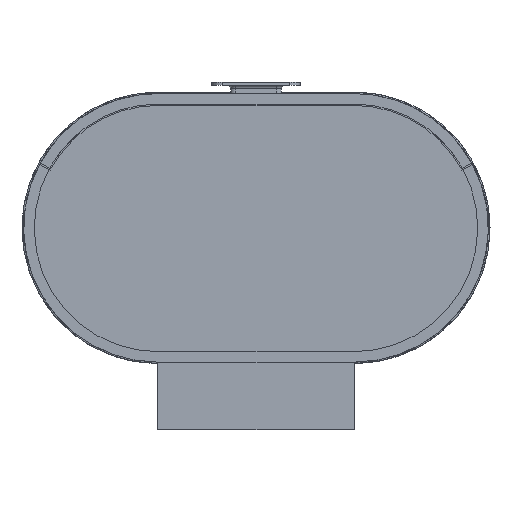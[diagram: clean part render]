
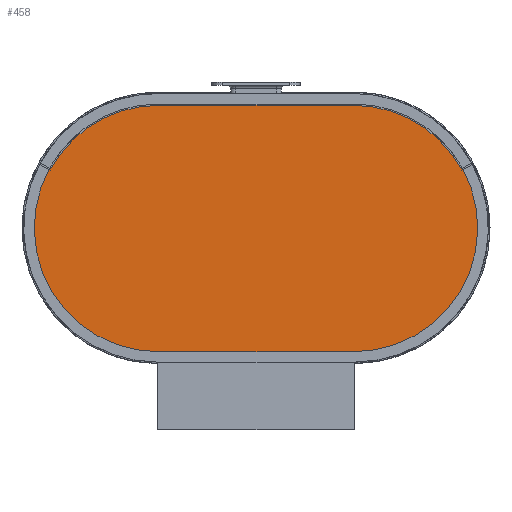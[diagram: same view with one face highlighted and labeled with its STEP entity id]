
A CAD part, front view. The second image highlights one B-rep face of the part: STEP entity #458.
In plain terms, the highlighted planar face has unit normal (0, -1, 0).
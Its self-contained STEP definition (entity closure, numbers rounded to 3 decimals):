
#260 = CARTESIAN_POINT ( 'NONE',  ( 0., 0., 180.5 ) ) ;
#273 = AXIS2_PLACEMENT_3D ( 'NONE', #708, #2074, #4095 ) ;
#305 = DIRECTION ( 'NONE',  ( 0., 1., 0. ) ) ;
#436 = CARTESIAN_POINT ( 'NONE',  ( 0., 0., -182.5 ) ) ;
#458 = ADVANCED_FACE ( 'NONE', ( #5231 ), #5787, .F. ) ;
#471 = CARTESIAN_POINT ( 'NONE',  ( 451.602, 0., 87.182 ) ) ;
#656 = CIRCLE ( 'NONE', #6182, 182.5 ) ;
#708 = CARTESIAN_POINT ( 'NONE',  ( 0., 0., 0. ) ) ;
#761 = EDGE_CURVE ( 'NONE', #5487, #3484, #1567, .T. ) ;
#1098 = DIRECTION ( 'NONE',  ( 0.881, 0., 0.473 ) ) ;
#1182 = VERTEX_POINT ( 'NONE', #6080 ) ;
#1248 = ORIENTED_EDGE ( 'NONE', *, *, #761, .F. ) ;
#1261 = DIRECTION ( 'NONE',  ( 0., 0., 1. ) ) ;
#1331 = VECTOR ( 'NONE', #2548, 1000. ) ;
#1335 = CIRCLE ( 'NONE', #273, 182.5 ) ;
#1348 = ORIENTED_EDGE ( 'NONE', *, *, #6336, .F. ) ;
#1356 = LINE ( 'NONE', #260, #2028 ) ;
#1428 = EDGE_CURVE ( 'NONE', #4185, #5487, #4695, .T. ) ;
#1451 = VERTEX_POINT ( 'NONE', #2888 ) ;
#1567 = LINE ( 'NONE', #471, #3377 ) ;
#1643 = CARTESIAN_POINT ( 'NONE',  ( 0., 0., 180.5 ) ) ;
#1782 = DIRECTION ( 'NONE',  ( 0., 1., 0. ) ) ;
#2028 = VECTOR ( 'NONE', #4810, 1000. ) ;
#2074 = DIRECTION ( 'NONE',  ( 0., 1., 0. ) ) ;
#2109 = ORIENTED_EDGE ( 'NONE', *, *, #5883, .F. ) ;
#2167 = CARTESIAN_POINT ( 'NONE',  ( 289., 0., 0. ) ) ;
#2359 = ORIENTED_EDGE ( 'NONE', *, *, #3892, .T. ) ;
#2472 = AXIS2_PLACEMENT_3D ( 'NONE', #5369, #305, #4796 ) ;
#2540 = ORIENTED_EDGE ( 'NONE', *, *, #3150, .F. ) ;
#2548 = DIRECTION ( 'NONE',  ( -0.881, 0., 0.473 ) ) ;
#2888 = CARTESIAN_POINT ( 'NONE',  ( -159.077, 0., 85.292 ) ) ;
#3018 = CARTESIAN_POINT ( 'NONE',  ( 0., 0., 0. ) ) ;
#3066 = DIRECTION ( 'NONE',  ( 0., 0., 1. ) ) ;
#3148 = VERTEX_POINT ( 'NONE', #5200 ) ;
#3150 = EDGE_CURVE ( 'NONE', #4210, #1182, #1335, .T. ) ;
#3243 = CARTESIAN_POINT ( 'NONE',  ( 289., 0., 180.5 ) ) ;
#3377 = VECTOR ( 'NONE', #1098, 1000. ) ;
#3378 = LINE ( 'NONE', #4362, #5854 ) ;
#3449 = EDGE_LOOP ( 'NONE', ( #1348, #2359, #2540, #6187, #2109, #1248, #5407, #3990 ) ) ;
#3484 = VERTEX_POINT ( 'NONE', #3595 ) ;
#3595 = CARTESIAN_POINT ( 'NONE',  ( 449.84, 0., 86.237 ) ) ;
#3892 = EDGE_CURVE ( 'NONE', #1451, #1182, #3972, .T. ) ;
#3972 = LINE ( 'NONE', #3018, #1331 ) ;
#3990 = ORIENTED_EDGE ( 'NONE', *, *, #4507, .F. ) ;
#4095 = DIRECTION ( 'NONE',  ( 0., 0., 1. ) ) ;
#4182 = DIRECTION ( 'NONE',  ( 0., 1., 0. ) ) ;
#4185 = VERTEX_POINT ( 'NONE', #3243 ) ;
#4189 = DIRECTION ( 'NONE',  ( 0., 1., 0. ) ) ;
#4210 = VERTEX_POINT ( 'NONE', #436 ) ;
#4265 = AXIS2_PLACEMENT_3D ( 'NONE', #4307, #1782, #5874 ) ;
#4307 = CARTESIAN_POINT ( 'NONE',  ( 289., 0., 0. ) ) ;
#4362 = CARTESIAN_POINT ( 'NONE',  ( 0., 0., -182.5 ) ) ;
#4430 = DIRECTION ( 'NONE',  ( 1., 0., 0. ) ) ;
#4507 = EDGE_CURVE ( 'NONE', #5022, #4185, #1356, .T. ) ;
#4655 = CARTESIAN_POINT ( 'NONE',  ( 448.077, 0., 85.292 ) ) ;
#4695 = CIRCLE ( 'NONE', #4265, 180.5 ) ;
#4785 = CARTESIAN_POINT ( 'NONE',  ( 0., 0., 0. ) ) ;
#4796 = DIRECTION ( 'NONE',  ( 0., 0., 1. ) ) ;
#4810 = DIRECTION ( 'NONE',  ( 1., 0., 0. ) ) ;
#5022 = VERTEX_POINT ( 'NONE', #1643 ) ;
#5200 = CARTESIAN_POINT ( 'NONE',  ( 289., 0., -182.5 ) ) ;
#5231 = FACE_OUTER_BOUND ( 'NONE', #3449, .T. ) ;
#5273 = AXIS2_PLACEMENT_3D ( 'NONE', #4785, #4189, #1261 ) ;
#5369 = CARTESIAN_POINT ( 'NONE',  ( 0., 0., 0. ) ) ;
#5407 = ORIENTED_EDGE ( 'NONE', *, *, #1428, .F. ) ;
#5487 = VERTEX_POINT ( 'NONE', #4655 ) ;
#5787 = PLANE ( 'NONE',  #5273 ) ;
#5854 = VECTOR ( 'NONE', #4430, 1000. ) ;
#5874 = DIRECTION ( 'NONE',  ( 0., 0., 1. ) ) ;
#5883 = EDGE_CURVE ( 'NONE', #3484, #3148, #656, .T. ) ;
#5969 = CIRCLE ( 'NONE', #2472, 180.5 ) ;
#6080 = CARTESIAN_POINT ( 'NONE',  ( -160.84, 0., 86.237 ) ) ;
#6182 = AXIS2_PLACEMENT_3D ( 'NONE', #2167, #4182, #3066 ) ;
#6187 = ORIENTED_EDGE ( 'NONE', *, *, #6353, .T. ) ;
#6336 = EDGE_CURVE ( 'NONE', #1451, #5022, #5969, .T. ) ;
#6353 = EDGE_CURVE ( 'NONE', #4210, #3148, #3378, .T. ) ;
